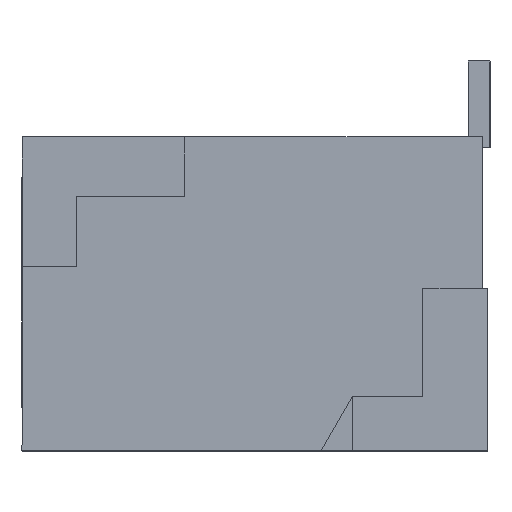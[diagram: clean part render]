
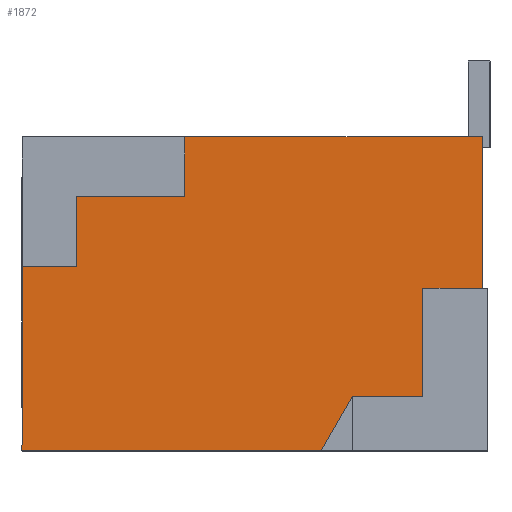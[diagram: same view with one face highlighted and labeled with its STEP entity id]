
A CAD part, left-side view. The second image highlights one B-rep face of the part: STEP entity #1872.
In plain terms, the highlighted planar face has unit normal (-1, 0, 0).
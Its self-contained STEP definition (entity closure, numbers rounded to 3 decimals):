
#1807 = VERTEX_POINT ( 'NONE', #6493 ) ;
#1813 = ORIENTED_EDGE ( 'NONE', *, *, #1835, .T. ) ;
#1830 = ORIENTED_EDGE ( 'NONE', *, *, #1832, .T. ) ;
#1832 = EDGE_CURVE ( 'NONE', #1834, #1838, #6513, .T. ) ;
#1834 = VERTEX_POINT ( 'NONE', #6568 ) ;
#1835 = EDGE_CURVE ( 'NONE', #1807, #1834, #6567, .T. ) ;
#1836 = EDGE_LOOP ( 'NONE', ( #1837, #1849, #1841, #1843, #1882, #1876, #1857, #1899, #1859, #1892, #1813, #1830 ) ) ;
#1837 = ORIENTED_EDGE ( 'NONE', *, *, #1866, .T. ) ;
#1838 = VERTEX_POINT ( 'NONE', #6563 ) ;
#1839 = EDGE_CURVE ( 'NONE', #1889, #1807, #6562, .T. ) ;
#1841 = ORIENTED_EDGE ( 'NONE', *, *, #5565, .T. ) ;
#1843 = ORIENTED_EDGE ( 'NONE', *, *, #1883, .T. ) ;
#1849 = ORIENTED_EDGE ( 'NONE', *, *, #5447, .T. ) ;
#1857 = ORIENTED_EDGE ( 'NONE', *, *, #1900, .T. ) ;
#1858 = VERTEX_POINT ( 'NONE', #6541 ) ;
#1859 = ORIENTED_EDGE ( 'NONE', *, *, #1895, .F. ) ;
#1866 = EDGE_CURVE ( 'NONE', #1838, #5448, #6602, .T. ) ;
#1869 = VERTEX_POINT ( 'NONE', #6590 ) ;
#1872 = ADVANCED_FACE ( 'NONE', ( #6584 ), #6628, .F. ) ;
#1875 = VERTEX_POINT ( 'NONE', #6619 ) ;
#1876 = ORIENTED_EDGE ( 'NONE', *, *, #1877, .T. ) ;
#1877 = EDGE_CURVE ( 'NONE', #1875, #1869, #6618, .T. ) ;
#1878 = EDGE_CURVE ( 'NONE', #1884, #1875, #6614, .T. ) ;
#1882 = ORIENTED_EDGE ( 'NONE', *, *, #1878, .T. ) ;
#1883 = EDGE_CURVE ( 'NONE', #5563, #1884, #6661, .T. ) ;
#1884 = VERTEX_POINT ( 'NONE', #6657 ) ;
#1889 = VERTEX_POINT ( 'NONE', #6647 ) ;
#1892 = ORIENTED_EDGE ( 'NONE', *, *, #1839, .T. ) ;
#1895 = EDGE_CURVE ( 'NONE', #1889, #1858, #6637, .T. ) ;
#1897 = EDGE_CURVE ( 'NONE', #1858, #1898, #6691, .T. ) ;
#1898 = VERTEX_POINT ( 'NONE', #6687 ) ;
#1899 = ORIENTED_EDGE ( 'NONE', *, *, #1897, .F. ) ;
#1900 = EDGE_CURVE ( 'NONE', #1869, #1898, #6686, .T. ) ;
#5366 = VERTEX_POINT ( 'NONE', #8013 ) ;
#5447 = EDGE_CURVE ( 'NONE', #5448, #5366, #8059, .T. ) ;
#5448 = VERTEX_POINT ( 'NONE', #8112 ) ;
#5563 = VERTEX_POINT ( 'NONE', #8182 ) ;
#5565 = EDGE_CURVE ( 'NONE', #5366, #5563, #8181, .T. ) ;
#6493 = CARTESIAN_POINT ( 'NONE',  ( -8., 1.2, -0.2 ) ) ;
#6510 = DIRECTION ( 'NONE',  ( 0., 0., 1. ) ) ;
#6511 = VECTOR ( 'NONE', #6510, 1000. ) ;
#6512 = CARTESIAN_POINT ( 'NONE',  ( -8., 0.55, -0.2 ) ) ;
#6513 = LINE ( 'NONE', #6512, #6511 ) ;
#6541 = CARTESIAN_POINT ( 'NONE',  ( -8., 4.25, -0.7 ) ) ;
#6559 = DIRECTION ( 'NONE',  ( 0., -0.5, 0.866 ) ) ;
#6560 = VECTOR ( 'NONE', #6559, 1000. ) ;
#6561 = CARTESIAN_POINT ( 'NONE',  ( -8., 1.2, -0.2 ) ) ;
#6562 = LINE ( 'NONE', #6561, #6560 ) ;
#6563 = CARTESIAN_POINT ( 'NONE',  ( -8., 0.55, 0.8 ) ) ;
#6564 = DIRECTION ( 'NONE',  ( 0., -1., 0. ) ) ;
#6565 = VECTOR ( 'NONE', #6564, 1000. ) ;
#6566 = CARTESIAN_POINT ( 'NONE',  ( -8., 0.55, -0.2 ) ) ;
#6567 = LINE ( 'NONE', #6566, #6565 ) ;
#6568 = CARTESIAN_POINT ( 'NONE',  ( -8., 0.55, -0.2 ) ) ;
#6584 = FACE_OUTER_BOUND ( 'NONE', #1836, .T. ) ;
#6590 = CARTESIAN_POINT ( 'NONE',  ( -8., 3.75, 1. ) ) ;
#6599 = DIRECTION ( 'NONE',  ( 0., -1., 0. ) ) ;
#6600 = VECTOR ( 'NONE', #6599, 1000. ) ;
#6601 = CARTESIAN_POINT ( 'NONE',  ( -8., 0.55, 0.8 ) ) ;
#6602 = LINE ( 'NONE', #6601, #6600 ) ;
#6611 = DIRECTION ( 'NONE',  ( 0., 1., 0. ) ) ;
#6612 = VECTOR ( 'NONE', #6611, 1000. ) ;
#6613 = CARTESIAN_POINT ( 'NONE',  ( -8., 3.75, 1.65 ) ) ;
#6614 = LINE ( 'NONE', #6613, #6612 ) ;
#6615 = DIRECTION ( 'NONE',  ( 0., 0., -1. ) ) ;
#6616 = VECTOR ( 'NONE', #6615, 1000. ) ;
#6617 = CARTESIAN_POINT ( 'NONE',  ( -8., 3.75, 1. ) ) ;
#6618 = LINE ( 'NONE', #6617, #6616 ) ;
#6619 = CARTESIAN_POINT ( 'NONE',  ( -8., 3.75, 1.65 ) ) ;
#6624 = DIRECTION ( 'NONE',  ( 0., 0., -1. ) ) ;
#6625 = DIRECTION ( 'NONE',  ( 1., 0., 0. ) ) ;
#6626 = CARTESIAN_POINT ( 'NONE',  ( -8., 0., -0.7 ) ) ;
#6627 = AXIS2_PLACEMENT_3D ( 'NONE', #6626, #6625, #6624 ) ;
#6628 = PLANE ( 'NONE',  #6627 ) ;
#6634 = DIRECTION ( 'NONE',  ( 0., 1., 0. ) ) ;
#6635 = VECTOR ( 'NONE', #6634, 1000. ) ;
#6636 = CARTESIAN_POINT ( 'NONE',  ( -8., 0., -0.7 ) ) ;
#6637 = LINE ( 'NONE', #6636, #6635 ) ;
#6647 = CARTESIAN_POINT ( 'NONE',  ( -8., 1.489, -0.7 ) ) ;
#6657 = CARTESIAN_POINT ( 'NONE',  ( -8., 2.75, 1.65 ) ) ;
#6658 = DIRECTION ( 'NONE',  ( 0., 0., -1. ) ) ;
#6659 = VECTOR ( 'NONE', #6658, 1000. ) ;
#6660 = CARTESIAN_POINT ( 'NONE',  ( -8., 2.75, 1.65 ) ) ;
#6661 = LINE ( 'NONE', #6660, #6659 ) ;
#6683 = DIRECTION ( 'NONE',  ( 0., 1., 0. ) ) ;
#6684 = VECTOR ( 'NONE', #6683, 1000. ) ;
#6685 = CARTESIAN_POINT ( 'NONE',  ( -8., 4.25, 1. ) ) ;
#6686 = LINE ( 'NONE', #6685, #6684 ) ;
#6687 = CARTESIAN_POINT ( 'NONE',  ( -8., 4.25, 1. ) ) ;
#6688 = DIRECTION ( 'NONE',  ( 0., 0., 1. ) ) ;
#6689 = VECTOR ( 'NONE', #6688, 1000. ) ;
#6690 = CARTESIAN_POINT ( 'NONE',  ( -8., 4.25, -0.7 ) ) ;
#6691 = LINE ( 'NONE', #6690, #6689 ) ;
#8013 = CARTESIAN_POINT ( 'NONE',  ( -8., 0., 2.2 ) ) ;
#8057 = VECTOR ( 'NONE', #8113, 1000. ) ;
#8058 = CARTESIAN_POINT ( 'NONE',  ( -8., 0., -0.7 ) ) ;
#8059 = LINE ( 'NONE', #8058, #8057 ) ;
#8112 = CARTESIAN_POINT ( 'NONE',  ( -8., 0., 0.8 ) ) ;
#8113 = DIRECTION ( 'NONE',  ( 0., 0., 1. ) ) ;
#8178 = DIRECTION ( 'NONE',  ( 0., 1., 0. ) ) ;
#8179 = VECTOR ( 'NONE', #8178, 1000. ) ;
#8180 = CARTESIAN_POINT ( 'NONE',  ( -8., 0., 2.2 ) ) ;
#8181 = LINE ( 'NONE', #8180, #8179 ) ;
#8182 = CARTESIAN_POINT ( 'NONE',  ( -8., 2.75, 2.2 ) ) ;
